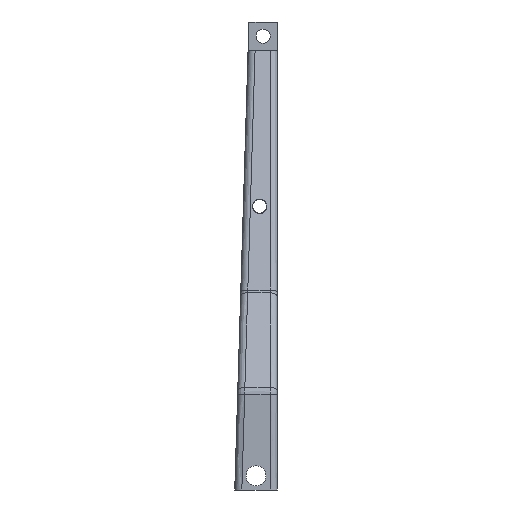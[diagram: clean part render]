
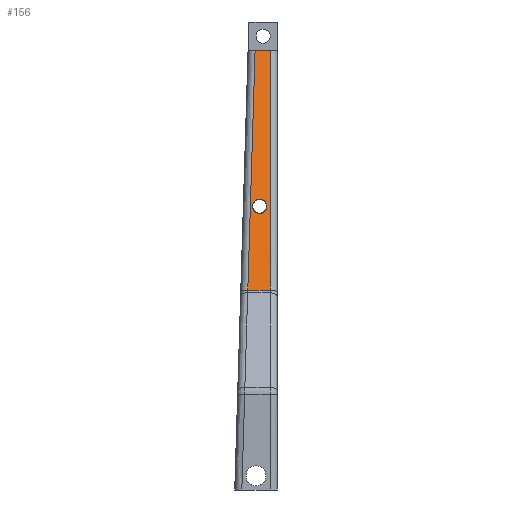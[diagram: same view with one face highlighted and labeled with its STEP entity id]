
A CAD part, front view. The second image highlights one B-rep face of the part: STEP entity #156.
In plain terms, the highlighted free-form (B-spline) face has degree [3, 3] with [4, 4] control points.
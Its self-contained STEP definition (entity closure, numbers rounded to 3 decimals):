
#156=ADVANCED_FACE('',(#369,#370),#371,.T.);
#369=FACE_OUTER_BOUND('',#15185,.T.);
#370=FACE_BOUND('',#15186,.T.);
#371=B_SPLINE_SURFACE_WITH_KNOTS('',3,3,((#15187,#15188,#15189,#15190),(#15191,#15192,#15193,#15194),(#15195,#15196,#15197,#15198),(#15199,#15200,#15201,#15202)),.UNSPECIFIED.,.F.,.F.,.F.,(4,4),(4,4),(0.5,2.077),(-32.89,-15.169),.UNSPECIFIED.);
#15185=EDGE_LOOP('',(#24822,#24823,#24824,#24825));
#15186=EDGE_LOOP('',(#24826,#24827));
#15187=CARTESIAN_POINT('',(-5.0,93.684,280.));
#15188=CARTESIAN_POINT('',(-5.0,75.897,223.674));
#15189=CARTESIAN_POINT('',(-5.0,58.11,167.347));
#15190=CARTESIAN_POINT('',(-5.0,40.322,111.021));
#15191=CARTESIAN_POINT('',(-10.257,93.684,280.0));
#15192=CARTESIAN_POINT('',(-10.257,75.897,223.674));
#15193=CARTESIAN_POINT('',(-10.257,58.11,167.347));
#15194=CARTESIAN_POINT('',(-10.257,40.322,111.021));
#15195=CARTESIAN_POINT('',(-15.513,93.684,280.0));
#15196=CARTESIAN_POINT('',(-15.513,75.897,223.674));
#15197=CARTESIAN_POINT('',(-15.513,58.11,167.347));
#15198=CARTESIAN_POINT('',(-15.513,40.322,111.021));
#15199=CARTESIAN_POINT('',(-20.77,93.684,280.0));
#15200=CARTESIAN_POINT('',(-20.77,75.897,223.674));
#15201=CARTESIAN_POINT('',(-20.77,58.11,167.347));
#15202=CARTESIAN_POINT('',(-20.77,40.322,111.021));
#24822=ORIENTED_EDGE('',*,*,#25237,.T.);
#24823=ORIENTED_EDGE('',*,*,#25089,.F.);
#24824=ORIENTED_EDGE('',*,*,#25176,.T.);
#24825=ORIENTED_EDGE('',*,*,#25007,.T.);
#24826=ORIENTED_EDGE('',*,*,#25238,.F.);
#24827=ORIENTED_EDGE('',*,*,#25239,.F.);
#25007=EDGE_CURVE('',#25327,#25325,#25328,.T.);
#25089=EDGE_CURVE('',#25485,#25480,#25487,.T.);
#25176=EDGE_CURVE('',#25485,#25327,#25640,.T.);
#25237=EDGE_CURVE('',#25325,#25480,#25707,.T.);
#25238=EDGE_CURVE('',#25708,#25709,#25710,.T.);
#25239=EDGE_CURVE('',#25709,#25708,#25711,.T.);
#25325=VERTEX_POINT('',#25902);
#25327=VERTEX_POINT('',#25916);
#25328=LINE('',#25917,#25918);
#25480=VERTEX_POINT('',#26345);
#25485=VERTEX_POINT('',#26357);
#25487=LINE('',#26363,#26364);
#25640=LINE('',#26967,#26968);
#25707=LINE('',#27416,#27417);
#25708=VERTEX_POINT('',#27418);
#25709=VERTEX_POINT('',#27419);
#25710=ELLIPSE('',#27420,5.243,5.);
#25711=ELLIPSE('',#27421,5.243,5.);
#25902=CARTESIAN_POINT('',(-15.649,93.684,280.0));
#25916=CARTESIAN_POINT('',(-5.0,93.684,280.0));
#25917=CARTESIAN_POINT('',(-5.0,93.684,280.0));
#25918=VECTOR('',#27779,1.0);
#26345=CARTESIAN_POINT('',(-20.77,40.322,111.021));
#26357=CARTESIAN_POINT('',(-5.0,40.322,111.021));
#26363=CARTESIAN_POINT('',(-5.0,40.322,111.021));
#26364=VECTOR('',#27850,1.0);
#26967=CARTESIAN_POINT('',(-5.0,40.322,111.021));
#26968=VECTOR('',#27899,1.0);
#27416=CARTESIAN_POINT('',(-15.649,93.684,280.0));
#27417=VECTOR('',#27947,1.0);
#27418=CARTESIAN_POINT('',(-7.5,58.947,170.0));
#27419=CARTESIAN_POINT('',(-17.5,58.947,170.0));
#27420=AXIS2_PLACEMENT_3D('',#27948,#27949,#27950);
#27421=AXIS2_PLACEMENT_3D('',#27951,#27952,#27953);
#27779=DIRECTION('',(-1.0,0.0,0.0));
#27850=DIRECTION('',(-1.0,0.,0.));
#27899=DIRECTION('',(0.0,0.301,0.954));
#27947=DIRECTION('',(-0.029,-0.301,-0.953));
#27948=CARTESIAN_POINT('',(-12.5,58.947,170.0));
#27949=DIRECTION('',(0.,-0.954,0.301));
#27950=DIRECTION('',(0.,-0.301,-0.954));
#27951=CARTESIAN_POINT('',(-12.5,58.947,170.0));
#27952=DIRECTION('',(0.,-0.954,0.301));
#27953=DIRECTION('',(0.,-0.301,-0.954));
